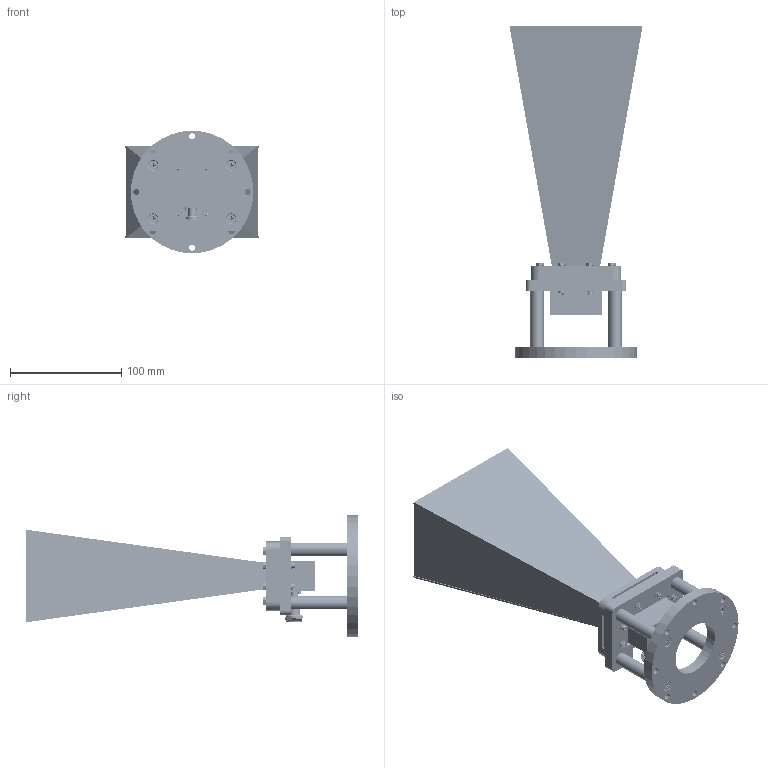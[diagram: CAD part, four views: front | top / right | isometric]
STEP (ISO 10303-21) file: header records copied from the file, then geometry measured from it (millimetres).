
FILE_DESCRIPTION (( 'STEP AP214' ), '1' );
FILE_NAME ('FM1WAN159-15NF_3D.step', '2024-05-06T19:09:28', ( '' ), ( '' ), 'SwSTEP 2.0', 'SolidWorks 2022', '' );
FILE_SCHEMA (( 'AUTOMOTIVE_DESIGN' ));
Length unit declared in the file: inch
Products named in the file (14): Screw 4-40SH x 9_16_1; FM9860B-15-CPRG; PE9839_N; PE9839; FMWAN159-MNT_UPR PLT; FMWAN159-MNT_LWR PLT; Screw 4-40SH x 9_16_2; flat head screw_am_B18.6.7M - M4 x 0.7 x 10 Type I Cross Recessed FHMS --10N; 4-40 Nut_1_94150A335; No.4 Flat Washer_1_91166A230; FMWAN159-MNT; FM1WAN159-15NF_3D; FMWAN159-MNT_STDF RND M4 FEM, 8OD X 64LG
Assembly tree (43 placements, depth 3):
  FM1WAN159-15NF_3D
    FMWAN159-MNT
      FMWAN159-MNT_UPR PLT
      FMWAN159-MNT_LWR PLT
      FMWAN159-MNT_STDF RND M4 FEM, 8OD X 64LG  x4
      flat head screw_am_B18.6.7M - M4 x 0.7 x 10 Type I Cross Recessed FHMS --10N  x8
    FM9860B-15-CPRG
    4-40 Nut_1_94150A335  x8
    No.4 Flat Washer_1_91166A230  x8
    Screw 4-40SH x 9_16_1  x6
    Screw 4-40SH x 9_16_2  x2
    PE9839
      PE9839
      PE9839_N
Bounding box: 119.48 x 297.84 x 110 mm (x, y, z)
Volume: 285573.1 mm3; surface area: 206488.4 mm2
Topology: 45 solids, 45 shells, 4864 faces, 13606 edges, 8860 vertices
Faces by surface type: plane 1668, cylinder 1510, cone 947, torus 688, bspline 51
Entity records: 65149 total; most frequent: CARTESIAN_POINT 30419, ORIENTED_EDGE 7864, DIRECTION 6204, EDGE_CURVE 3932, VERTEX_POINT 2558, AXIS2_PLACEMENT_3D 2393, EDGE_LOOP 1540, ADVANCED_FACE 1429
